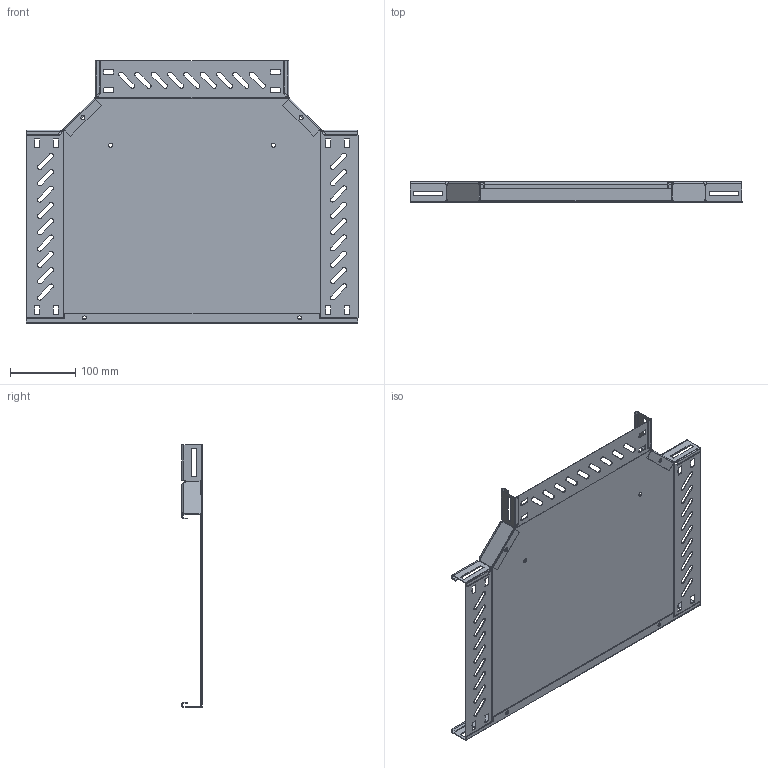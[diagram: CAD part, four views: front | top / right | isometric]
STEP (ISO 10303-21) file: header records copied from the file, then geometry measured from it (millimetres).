
FILE_DESCRIPTION (( 'STEP AP214' ), '1' );
FILE_NAME ('6038014.STEP', '2024-10-25T12:32:03', ( '' ), ( '' ), 'SwSTEP 2.0', 'SolidWorks 2024', '' );
FILE_SCHEMA (( 'AUTOMOTIVE_DESIGN' ));
Length unit declared in the file: millimetre
Products named in the file (4): 181332_300; 167655_35x90°; 6038014; 172072_300
Assembly tree (4 placements, depth 2):
  6038014
    172072_300
    167655_35x90°  x2
    181332_300
Bounding box: 508.31 x 32 x 402.15 mm (x, y, z)
Volume: 229440.1 mm3; surface area: 444650 mm2
Topology: 4 solids, 4 shells, 537 faces, 1443 edges, 914 vertices
Faces by surface type: plane 296, cylinder 225, bspline 16
Entity records: 14676 total; most frequent: CARTESIAN_POINT 2971, ORIENTED_EDGE 2438, DIRECTION 2381, EDGE_CURVE 1219, AXIS2_PLACEMENT_3D 800, VERTEX_POINT 786, VECTOR 781, LINE 781
